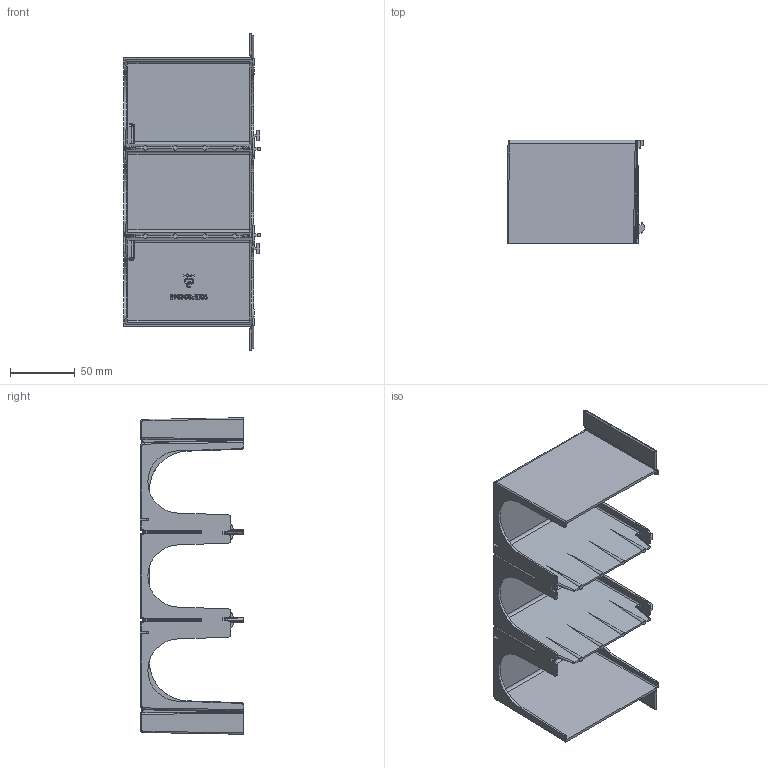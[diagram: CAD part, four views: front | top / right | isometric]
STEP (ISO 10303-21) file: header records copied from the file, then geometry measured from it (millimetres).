
FILE_DESCRIPTION((''),'2;1');
FILE_NAME('1SEP407952R0001_ASM','2021-10-22T11:07:04',('CNJALIN13'),(''),'CREO PARAMETRIC BY PTC INC, 2019164','CREO PARAMETRIC BY PTC INC, 2019164','');
FILE_SCHEMA(('AUTOMOTIVE_DESIGN { 1 0 10303 214 1 1 1 1 }'));
Length unit declared in the file: millimetre
Products named in the file (2): 1SEP304345P0001; 1SEP407952R0001_ASM
Assembly tree (1 placements, depth 2):
  1SEP407952R0001_ASM
    1SEP304345P0001
Bounding box: 106.14 x 79.58 x 244.01 mm (x, y, z)
Surface area: 127017.4 mm2 (no closed solid volume)
Topology: 0 solids, 2 shells, 738 faces, 2175 edges, 1609 vertices
Faces by surface type: plane 387, cylinder 239, bspline 66, extrusion 26, sphere 20
Entity records: 41765 total; most frequent: CARTESIAN_POINT 19365, ORIENTED_EDGE 3961, DIRECTION 3365, EDGE_CURVE 1985, VECTOR 1477, LINE 1451, VERTEX_POINT 1274, AXIS2_PLACEMENT_3D 941
